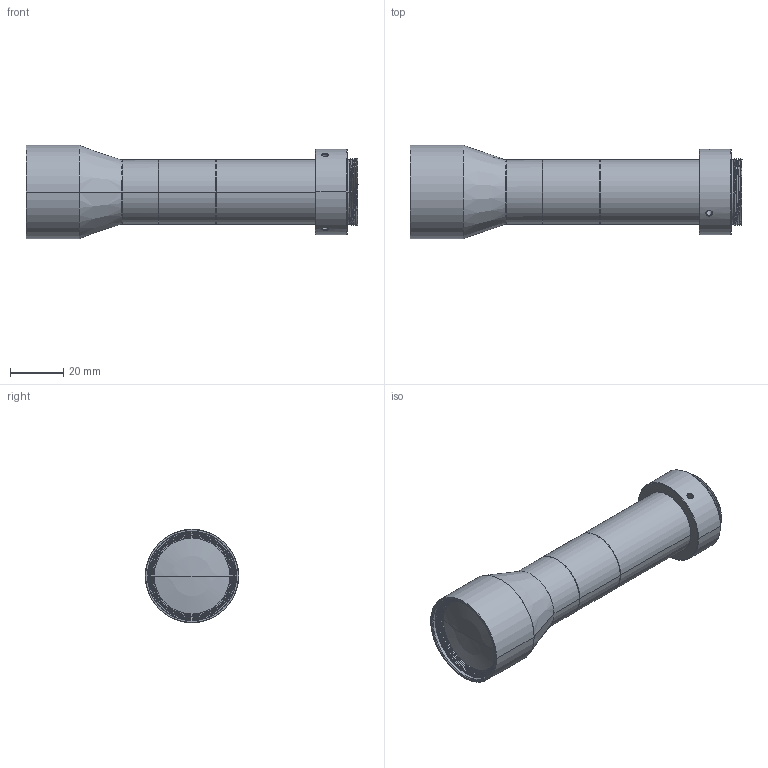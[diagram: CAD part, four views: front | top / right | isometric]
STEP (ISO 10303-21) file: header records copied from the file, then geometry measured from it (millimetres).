
FILE_DESCRIPTION(('FreeCAD Model'),'2;1');
FILE_NAME('Open CASCADE Shape Model','2025-01-22T11:09:24',(''),(''), 'Open CASCADE STEP processor 7.8','FreeCAD','Unknown');
FILE_SCHEMA(('AUTOMOTIVE_DESIGN { 1 0 10303 214 1 1 1 1 }'));
Length unit declared in the file: millimetre
Products named in the file (14): VA-LCM-TC-0-0.5X-WD110-015; 200B_ASM_18_ASM; 202B_ASM_3_ASM; 502B_4; 201_ASM_14_ASM; 501_33; 301_1; 511_6; 204_ASM_17_ASM; 503_28; 306A_5; 515_17; 516B_15; 504_2
Assembly tree (13 placements, depth 4):
  VA-LCM-TC-0-0.5X-WD110-015
    200B_ASM_18_ASM
      202B_ASM_3_ASM
        502B_4
      201_ASM_14_ASM
        501_33
        301_1
        511_6
      204_ASM_17_ASM
        503_28
        306A_5
        515_17
      516B_15
      504_2
Bounding box: 124.5 x 35 x 35 mm (x, y, z)
Volume: 34472.1 mm3; surface area: 28150.5 mm2
Topology: 9 solids, 9 shells, 342 faces, 964 edges, 661 vertices
Faces by surface type: cone 130, cylinder 125, plane 65, bspline 10, sphere 8, torus 4
Entity records: 13668 total; most frequent: CARTESIAN_POINT 3974, DIRECTION 2192, ORIENTED_EDGE 1912, EDGE_CURVE 956, AXIS2_PLACEMENT_3D 945, VERTEX_POINT 661, CIRCLE 599, FACE_BOUND 391
